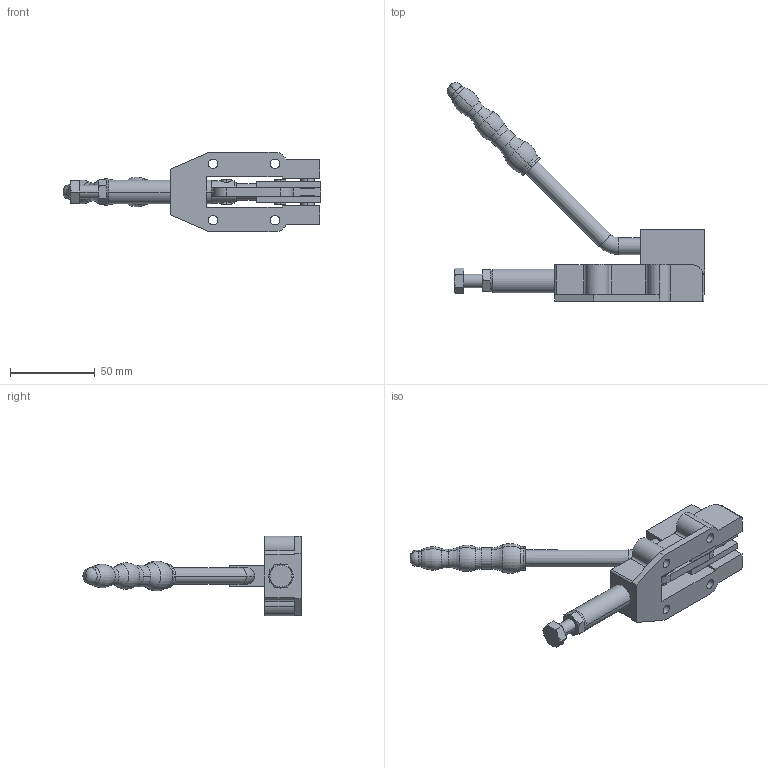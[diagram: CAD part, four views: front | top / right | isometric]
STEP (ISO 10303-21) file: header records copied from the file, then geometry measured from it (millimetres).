
FILE_DESCRIPTION( ( '' ), '1' );
FILE_NAME( 'p600l_2_03.stp', '2006-11-29T10:43:58', ( '' ), ( '' ), ' ', ' ', ' ' );
FILE_SCHEMA( ( 'CONFIG_CONTROL_DESIGN' ) );
Length unit declared in the file: millimetre
Products named in the file (5): 1; 2; 3; 4; 5
Bounding box: 151.88 x 128.78 x 47 mm (x, y, z)
Volume: 85697 mm3; surface area: 35098.5 mm2
Topology: 5 solids, 7 shells, 207 faces, 504 edges, 319 vertices
Faces by surface type: plane 74, cylinder 71, cone 38, torus 24
Entity records: 6453 total; most frequent: CARTESIAN_POINT 1263, DIRECTION 1119, ORIENTED_EDGE 1000, EDGE_CURVE 500, AXIS2_PLACEMENT_3D 455, VERTEX_POINT 319, EDGE_LOOP 243, CIRCLE 243
